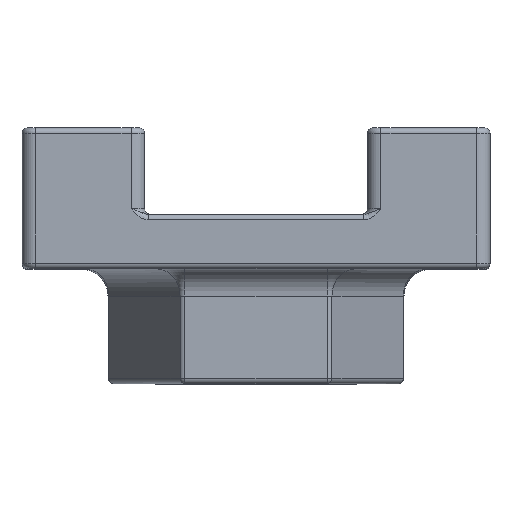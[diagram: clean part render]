
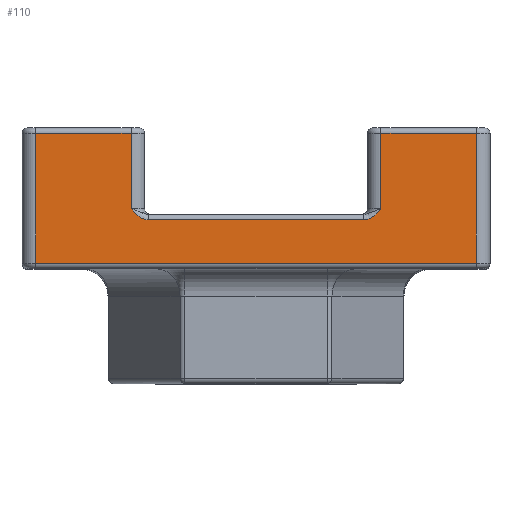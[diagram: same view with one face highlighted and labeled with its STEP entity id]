
A CAD part, top view. The second image highlights one B-rep face of the part: STEP entity #110.
In plain terms, the highlighted planar face has unit normal (0, 0, 1).
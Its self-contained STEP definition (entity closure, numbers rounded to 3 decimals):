
#9 = VECTOR ( 'NONE', #6392, 1000. ) ;
#110 = ADVANCED_FACE ( 'NONE', ( #4146 ), #3988, .T. ) ;
#128 = CARTESIAN_POINT ( 'NONE',  ( 3.963, -0.2, 8.605 ) ) ;
#193 = CARTESIAN_POINT ( 'NONE',  ( 8.105, -1.8, 8.605 ) ) ;
#221 = DIRECTION ( 'NONE',  ( -1., 0., 0. ) ) ;
#289 = CARTESIAN_POINT ( 'NONE',  ( 4.595, 2.975, 8.605 ) ) ;
#370 = CARTESIAN_POINT ( 'NONE',  ( -8.105, -1.8, 8.605 ) ) ;
#408 = VERTEX_POINT ( 'NONE', #4565 ) ;
#589 = CARTESIAN_POINT ( 'NONE',  ( 4.595, 0.2, 8.605 ) ) ;
#748 = DIRECTION ( 'NONE',  ( 0., 0., 1. ) ) ;
#761 = VECTOR ( 'NONE', #221, 1000. ) ;
#786 = VECTOR ( 'NONE', #872, 1000. ) ;
#788 = CARTESIAN_POINT ( 'NONE',  ( -8.105, 2.975, 8.605 ) ) ;
#825 = B_SPLINE_CURVE_WITH_KNOTS ( 'NONE', 3,
 ( #1620, #6703, #942, #4682, #7250, #2218 ),
 .UNSPECIFIED., .F., .F.,
 ( 4, 2, 4 ),
 ( 0., 0., 0.001 ),
 .UNSPECIFIED. ) ;
#872 = DIRECTION ( 'NONE',  ( -1., 0., 0. ) ) ;
#942 = CARTESIAN_POINT ( 'NONE',  ( -4.216, -0.148, 8.605 ) ) ;
#1003 = LINE ( 'NONE', #3592, #7964 ) ;
#1222 = CARTESIAN_POINT ( 'NONE',  ( 4.425, 0.005, 8.605 ) ) ;
#1377 = VERTEX_POINT ( 'NONE', #370 ) ;
#1445 = DIRECTION ( 'NONE',  ( 1., 0., 0. ) ) ;
#1620 = CARTESIAN_POINT ( 'NONE',  ( -3.963, -0.2, 8.605 ) ) ;
#1689 = VERTEX_POINT ( 'NONE', #788 ) ;
#2218 = CARTESIAN_POINT ( 'NONE',  ( -4.595, 0.2, 8.605 ) ) ;
#2508 = ORIENTED_EDGE ( 'NONE', *, *, #4199, .T. ) ;
#2513 = ORIENTED_EDGE ( 'NONE', *, *, #6623, .T. ) ;
#2585 = ORIENTED_EDGE ( 'NONE', *, *, #6471, .T. ) ;
#2679 = VERTEX_POINT ( 'NONE', #7700 ) ;
#2746 = DIRECTION ( 'NONE',  ( 0., -1., 0. ) ) ;
#2823 = VERTEX_POINT ( 'NONE', #4145 ) ;
#2882 = ORIENTED_EDGE ( 'NONE', *, *, #6006, .T. ) ;
#2933 = VECTOR ( 'NONE', #7609, 1000. ) ;
#3037 = LINE ( 'NONE', #5581, #3209 ) ;
#3209 = VECTOR ( 'NONE', #5622, 1000. ) ;
#3226 = CARTESIAN_POINT ( 'NONE',  ( 4.093, -0.2, 8.605 ) ) ;
#3344 = DIRECTION ( 'NONE',  ( 1., 0., 0. ) ) ;
#3351 = CARTESIAN_POINT ( 'NONE',  ( 4.216, -0.148, 8.605 ) ) ;
#3540 = CARTESIAN_POINT ( 'NONE',  ( -8.605, -0.2, 8.605 ) ) ;
#3590 = EDGE_CURVE ( 'NONE', #4410, #6496, #7217, .T. ) ;
#3592 = CARTESIAN_POINT ( 'NONE',  ( -4.595, 3.175, 8.605 ) ) ;
#3647 = VECTOR ( 'NONE', #2746, 1000. ) ;
#3730 = VERTEX_POINT ( 'NONE', #289 ) ;
#3771 = CARTESIAN_POINT ( 'NONE',  ( -8.105, -2., 8.605 ) ) ;
#3915 = EDGE_CURVE ( 'NONE', #2823, #4042, #1003, .T. ) ;
#3982 = CARTESIAN_POINT ( 'NONE',  ( -4.595, 2.975, 8.605 ) ) ;
#3988 = PLANE ( 'NONE',  #5439 ) ;
#4004 = CARTESIAN_POINT ( 'NONE',  ( 8.105, -1.8, 8.605 ) ) ;
#4042 = VERTEX_POINT ( 'NONE', #3982 ) ;
#4070 = LINE ( 'NONE', #3540, #786 ) ;
#4099 = CARTESIAN_POINT ( 'NONE',  ( 4.595, 0.2, 8.605 ) ) ;
#4100 = CARTESIAN_POINT ( 'NONE',  ( 4.595, 0., 8.605 ) ) ;
#4145 = CARTESIAN_POINT ( 'NONE',  ( -4.595, 0.2, 8.605 ) ) ;
#4146 = FACE_OUTER_BOUND ( 'NONE', #5551, .T. ) ;
#4199 = EDGE_CURVE ( 'NONE', #6496, #2679, #4070, .T. ) ;
#4313 = ORIENTED_EDGE ( 'NONE', *, *, #3590, .T. ) ;
#4351 = CARTESIAN_POINT ( 'NONE',  ( 3.963, -0.2, 8.605 ) ) ;
#4363 = ORIENTED_EDGE ( 'NONE', *, *, #4949, .T. ) ;
#4410 = VERTEX_POINT ( 'NONE', #4099 ) ;
#4437 = CARTESIAN_POINT ( 'NONE',  ( 8.105, -2., 8.605 ) ) ;
#4565 = CARTESIAN_POINT ( 'NONE',  ( 8.105, 2.975, 8.605 ) ) ;
#4682 = CARTESIAN_POINT ( 'NONE',  ( -4.425, 0.005, 8.605 ) ) ;
#4745 = ORIENTED_EDGE ( 'NONE', *, *, #4819, .T. ) ;
#4819 = EDGE_CURVE ( 'NONE', #1377, #5010, #7936, .T. ) ;
#4949 = EDGE_CURVE ( 'NONE', #3730, #4410, #5284, .T. ) ;
#5010 = VERTEX_POINT ( 'NONE', #193 ) ;
#5284 = LINE ( 'NONE', #4100, #3647 ) ;
#5439 = AXIS2_PLACEMENT_3D ( 'NONE', #7313, #748, #3344 ) ;
#5540 = VECTOR ( 'NONE', #1445, 1000. ) ;
#5551 = EDGE_LOOP ( 'NONE', ( #2882, #4745, #5956, #2513, #4363, #4313, #2508, #7007, #7018, #2585 ) ) ;
#5581 = CARTESIAN_POINT ( 'NONE',  ( -8.105, 2.975, 8.605 ) ) ;
#5622 = DIRECTION ( 'NONE',  ( -1., 0., 0. ) ) ;
#5626 = DIRECTION ( 'NONE',  ( 0., 1., 0. ) ) ;
#5811 = CARTESIAN_POINT ( 'NONE',  ( 4.511, 0.103, 8.605 ) ) ;
#5953 = CARTESIAN_POINT ( 'NONE',  ( 4.595, 2.975, 8.605 ) ) ;
#5956 = ORIENTED_EDGE ( 'NONE', *, *, #7581, .T. ) ;
#6006 = EDGE_CURVE ( 'NONE', #1689, #1377, #7525, .T. ) ;
#6255 = LINE ( 'NONE', #4437, #2933 ) ;
#6392 = DIRECTION ( 'NONE',  ( 0., -1., 0. ) ) ;
#6471 = EDGE_CURVE ( 'NONE', #4042, #1689, #3037, .T. ) ;
#6496 = VERTEX_POINT ( 'NONE', #4351 ) ;
#6623 = EDGE_CURVE ( 'NONE', #408, #3730, #7291, .T. ) ;
#6703 = CARTESIAN_POINT ( 'NONE',  ( -4.093, -0.2, 8.605 ) ) ;
#7007 = ORIENTED_EDGE ( 'NONE', *, *, #8323, .T. ) ;
#7018 = ORIENTED_EDGE ( 'NONE', *, *, #3915, .T. ) ;
#7217 = B_SPLINE_CURVE_WITH_KNOTS ( 'NONE', 3,
 ( #589, #5811, #1222, #3351, #3226, #128 ),
 .UNSPECIFIED., .F., .F.,
 ( 4, 2, 4 ),
 ( 0., 0., 0.001 ),
 .UNSPECIFIED. ) ;
#7250 = CARTESIAN_POINT ( 'NONE',  ( -4.511, 0.103, 8.605 ) ) ;
#7291 = LINE ( 'NONE', #5953, #761 ) ;
#7313 = CARTESIAN_POINT ( 'NONE',  ( -8.605, -2., 8.605 ) ) ;
#7525 = LINE ( 'NONE', #3771, #9 ) ;
#7581 = EDGE_CURVE ( 'NONE', #5010, #408, #6255, .T. ) ;
#7609 = DIRECTION ( 'NONE',  ( 0., 1., 0. ) ) ;
#7700 = CARTESIAN_POINT ( 'NONE',  ( -3.963, -0.2, 8.605 ) ) ;
#7936 = LINE ( 'NONE', #4004, #5540 ) ;
#7964 = VECTOR ( 'NONE', #5626, 1000. ) ;
#8323 = EDGE_CURVE ( 'NONE', #2679, #2823, #825, .T. ) ;
